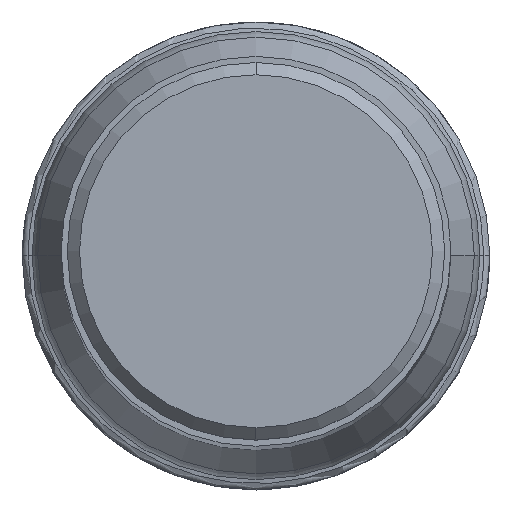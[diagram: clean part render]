
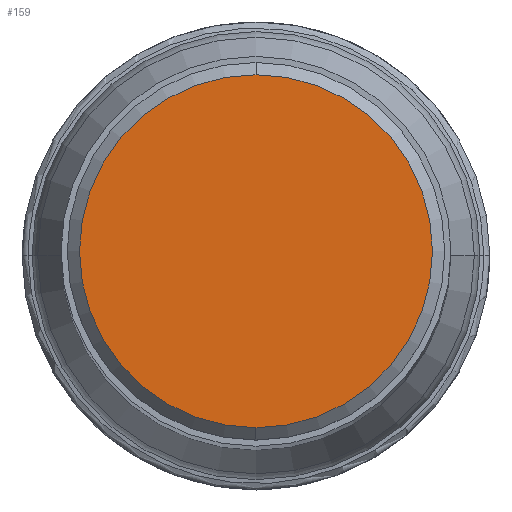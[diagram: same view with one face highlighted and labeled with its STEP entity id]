
A CAD part, top view. The second image highlights one B-rep face of the part: STEP entity #159.
In plain terms, the highlighted planar face has unit normal (0, 0, 1).
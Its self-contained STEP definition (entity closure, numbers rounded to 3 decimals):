
#29=PLANE('',#1067);
#159=ADVANCED_FACE('',(#222),#29,.F.);
#222=FACE_OUTER_BOUND('',#280,.T.);
#280=EDGE_LOOP('',(#477,#478));
#477=ORIENTED_EDGE('',*,*,#682,.T.);
#478=ORIENTED_EDGE('',*,*,#680,.T.);
#573=VERTEX_POINT('',#3475);
#574=VERTEX_POINT('',#3477);
#680=EDGE_CURVE('',#574,#573,#803,.T.);
#682=EDGE_CURVE('',#573,#574,#804,.T.);
#803=CIRCLE('',#1063,14.375);
#804=CIRCLE('',#1065,14.375);
#1063=AXIS2_PLACEMENT_3D('',#3476,#1323,#1324);
#1065=AXIS2_PLACEMENT_3D('',#3480,#1328,#1329);
#1067=AXIS2_PLACEMENT_3D('',#3482,#1332,#1333);
#1323=DIRECTION('',(0.,0.,1.));
#1324=DIRECTION('',(0.,1.,0.));
#1328=DIRECTION('',(0.,0.,1.));
#1329=DIRECTION('',(0.,-1.,0.));
#1332=DIRECTION('',(0.,0.,-1.));
#1333=DIRECTION('',(1.,0.,0.));
#3475=CARTESIAN_POINT('',(0.,-14.375,0.));
#3476=CARTESIAN_POINT('',(0.,0.,0.));
#3477=CARTESIAN_POINT('',(0.,14.375,0.));
#3480=CARTESIAN_POINT('',(0.,0.,0.));
#3482=CARTESIAN_POINT('',(0.,0.,0.));
